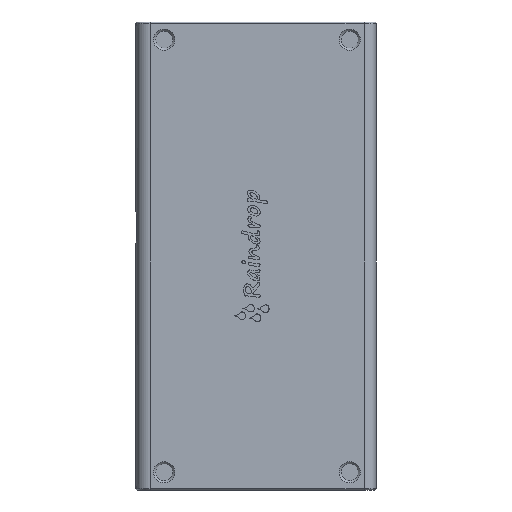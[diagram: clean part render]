
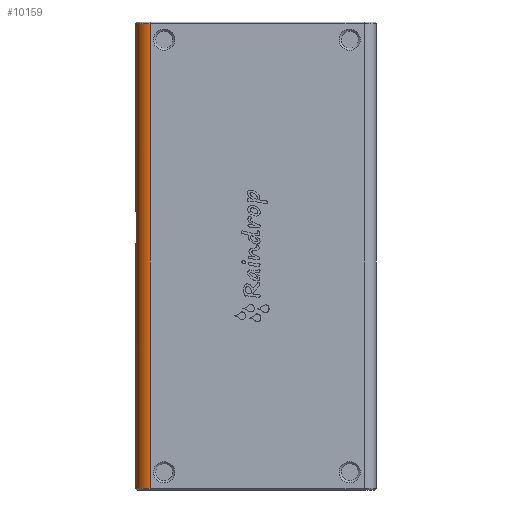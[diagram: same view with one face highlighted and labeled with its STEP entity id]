
A CAD part, left-side view. The second image highlights one B-rep face of the part: STEP entity #10159.
In plain terms, the highlighted cylindrical face has radius 7 mm (diameter 14 mm), a partial arc.
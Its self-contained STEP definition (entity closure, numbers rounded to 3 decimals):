
#89=CYLINDRICAL_SURFACE('',#10540,7.);
#210=CIRCLE('',#10541,7.);
#211=CIRCLE('',#10542,7.);
#883=B_SPLINE_CURVE_WITH_KNOTS('',3,(#18834,#18835,#18836,#18837,#18838,
#18839),.UNSPECIFIED.,.F.,.F.,(4,2,4),(0.137,0.387,
0.419),.UNSPECIFIED.);
#885=B_SPLINE_CURVE_WITH_KNOTS('',3,(#18854,#18855,#18856,#18857),
 .UNSPECIFIED.,.F.,.F.,(4,4),(0.336,0.537),
 .UNSPECIFIED.);
#1692=FACE_OUTER_BOUND('',#2292,.T.);
#2292=EDGE_LOOP('',(#8196,#8197,#8198,#8199,#8200,#8201,#8202,#8203));
#2880=LINE('',#18506,#3630);
#2908=LINE('',#18846,#3658);
#2909=LINE('',#18848,#3659);
#2910=LINE('',#18853,#3660);
#3630=VECTOR('',#11366,7.);
#3658=VECTOR('',#11442,10.);
#3659=VECTOR('',#11443,10.);
#3660=VECTOR('',#11448,10.);
#4603=VERTEX_POINT('',#18502);
#4605=VERTEX_POINT('',#18505);
#4664=VERTEX_POINT('',#18828);
#4665=VERTEX_POINT('',#18833);
#4666=VERTEX_POINT('',#18845);
#4667=VERTEX_POINT('',#18847);
#4668=VERTEX_POINT('',#18850);
#4669=VERTEX_POINT('',#18852);
#5843=EDGE_CURVE('',#4605,#4603,#2880,.T.);
#5911=EDGE_CURVE('',#4664,#4665,#883,.T.);
#5913=EDGE_CURVE('',#4665,#4666,#2908,.T.);
#5914=EDGE_CURVE('',#4664,#4667,#2909,.T.);
#5915=EDGE_CURVE('',#4605,#4667,#210,.T.);
#5916=EDGE_CURVE('',#4668,#4603,#211,.T.);
#5917=EDGE_CURVE('',#4668,#4669,#2910,.T.);
#5918=EDGE_CURVE('',#4666,#4669,#885,.T.);
#8196=ORIENTED_EDGE('',*,*,#5913,.F.);
#8197=ORIENTED_EDGE('',*,*,#5911,.F.);
#8198=ORIENTED_EDGE('',*,*,#5914,.T.);
#8199=ORIENTED_EDGE('',*,*,#5915,.F.);
#8200=ORIENTED_EDGE('',*,*,#5843,.T.);
#8201=ORIENTED_EDGE('',*,*,#5916,.F.);
#8202=ORIENTED_EDGE('',*,*,#5917,.T.);
#8203=ORIENTED_EDGE('',*,*,#5918,.F.);
#10159=ADVANCED_FACE('',(#1692),#89,.T.);
#10540=AXIS2_PLACEMENT_3D('',#18844,#11440,#11441);
#10541=AXIS2_PLACEMENT_3D('',#18849,#11444,#11445);
#10542=AXIS2_PLACEMENT_3D('',#18851,#11446,#11447);
#11366=DIRECTION('',(0.,0.,1.));
#11440=DIRECTION('center_axis',(0.,0.,1.));
#11441=DIRECTION('ref_axis',(-0.156,0.988,0.));
#11442=DIRECTION('',(0.,0.,1.));
#11443=DIRECTION('',(0.,0.,-1.));
#11444=DIRECTION('center_axis',(0.,0.,-1.));
#11445=DIRECTION('ref_axis',(-0.765,0.644,0.));
#11446=DIRECTION('center_axis',(0.,0.,1.));
#11447=DIRECTION('ref_axis',(-0.765,0.644,0.));
#11448=DIRECTION('',(0.,0.,-1.));
#18502=CARTESIAN_POINT('',(8.381,105.992,35.797));
#18505=CARTESIAN_POINT('',(8.381,105.992,-194.613));
#18506=CARTESIAN_POINT('',(8.381,105.992,-127.413));
#18828=CARTESIAN_POINT('',(14.287,113.,-73.078));
#18833=CARTESIAN_POINT('',(12.876,112.623,-71.175));
#18834=CARTESIAN_POINT('Ctrl Pts',(14.287,113.,-73.078));
#18835=CARTESIAN_POINT('Ctrl Pts',(13.779,112.92,-72.457));
#18836=CARTESIAN_POINT('Ctrl Pts',(13.344,112.793,-71.846));
#18837=CARTESIAN_POINT('Ctrl Pts',(12.961,112.655,-71.298));
#18838=CARTESIAN_POINT('Ctrl Pts',(12.919,112.639,-71.237));
#18839=CARTESIAN_POINT('Ctrl Pts',(12.876,112.623,-71.175));
#18844=CARTESIAN_POINT('Origin',(15.38,106.086,-127.413));
#18845=CARTESIAN_POINT('',(12.876,112.623,-59.251));
#18846=CARTESIAN_POINT('',(12.876,112.623,-127.413));
#18847=CARTESIAN_POINT('',(14.287,113.,-194.613));
#18848=CARTESIAN_POINT('',(14.287,113.,-127.413));
#18849=CARTESIAN_POINT('Origin',(15.38,106.086,-194.613));
#18850=CARTESIAN_POINT('',(14.287,113.,35.797));
#18851=CARTESIAN_POINT('Origin',(15.38,106.086,35.797));
#18852=CARTESIAN_POINT('',(14.287,113.,-57.349));
#18853=CARTESIAN_POINT('',(14.287,113.,-127.413));
#18854=CARTESIAN_POINT('Ctrl Pts',(12.876,112.623,-59.251));
#18855=CARTESIAN_POINT('Ctrl Pts',(13.323,112.794,-58.605));
#18856=CARTESIAN_POINT('Ctrl Pts',(13.794,112.922,-57.951));
#18857=CARTESIAN_POINT('Ctrl Pts',(14.287,113.,-57.349));
